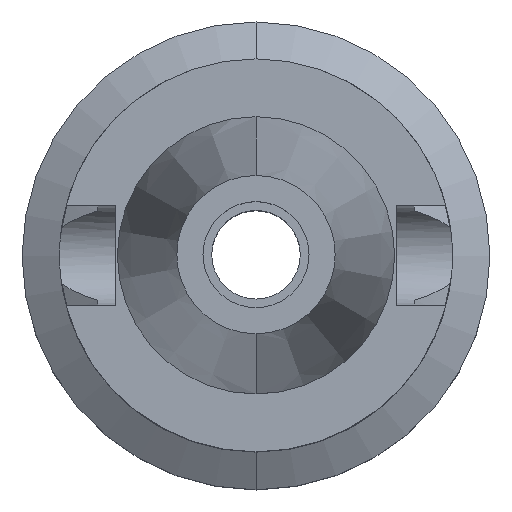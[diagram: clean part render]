
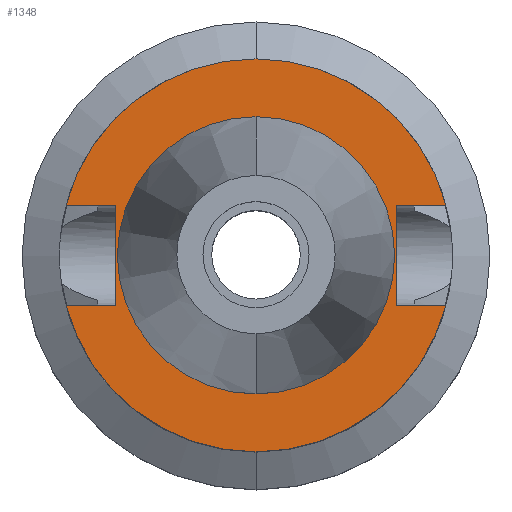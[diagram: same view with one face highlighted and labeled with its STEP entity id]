
A CAD part, top view. The second image highlights one B-rep face of the part: STEP entity #1348.
In plain terms, the highlighted planar face has unit normal (0, 0, 1).
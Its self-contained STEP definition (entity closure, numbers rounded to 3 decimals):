
#94=DIRECTION('',(0.,1.,0.));
#95=VECTOR('',#94,16.1);
#96=CARTESIAN_POINT('',(-22.5,-8.05,-1.));
#97=LINE('',#96,#95);
#101=DIRECTION('',(-1.,0.,0.));
#102=VECTOR('',#101,7.954);
#103=CARTESIAN_POINT('',(-22.5,8.05,-1.));
#104=LINE('',#103,#102);
#108=CARTESIAN_POINT('',(0.,0.,-1.));
#109=DIRECTION('',(0.,0.,-1.));
#110=DIRECTION('',(-0.967,0.256,0.));
#111=AXIS2_PLACEMENT_3D('',#108,#109,#110);
#116=CARTESIAN_POINT('',(0.,0.,-1.));
#117=DIRECTION('',(0.,0.,-1.));
#118=DIRECTION('',(0.,1.,0.));
#119=AXIS2_PLACEMENT_3D('',#116,#117,#118);
#124=DIRECTION('',(0.,-1.,0.));
#125=VECTOR('',#124,16.1);
#126=CARTESIAN_POINT('',(22.5,8.05,-1.));
#127=LINE('',#126,#125);
#131=DIRECTION('',(1.,0.,0.));
#132=VECTOR('',#131,7.954);
#133=CARTESIAN_POINT('',(22.5,-8.05,-1.));
#134=LINE('',#133,#132);
#138=CARTESIAN_POINT('',(0.,0.,-1.));
#139=DIRECTION('',(0.,0.,-1.));
#140=DIRECTION('',(0.967,-0.256,0.));
#141=AXIS2_PLACEMENT_3D('',#138,#139,#140);
#146=CARTESIAN_POINT('',(0.,0.,-1.));
#147=DIRECTION('',(0.,0.,-1.));
#148=DIRECTION('',(0.,-1.,0.));
#149=AXIS2_PLACEMENT_3D('',#146,#147,#148);
#154=CARTESIAN_POINT('',(0.,0.,-1.));
#155=DIRECTION('',(0.,0.,1.));
#156=DIRECTION('',(0.,-1.,0.));
#157=AXIS2_PLACEMENT_3D('',#154,#155,#156);
#162=CARTESIAN_POINT('',(0.,0.,-1.));
#163=DIRECTION('',(0.,0.,1.));
#164=DIRECTION('',(0.,1.,0.));
#165=AXIS2_PLACEMENT_3D('',#162,#163,#164);
#200=DIRECTION('',(-1.,0.,0.));
#201=VECTOR('',#200,7.954);
#202=CARTESIAN_POINT('',(-22.5,-8.05,-1.));
#203=LINE('',#202,#201);
#337=DIRECTION('',(1.,0.,0.));
#338=VECTOR('',#337,7.954);
#339=CARTESIAN_POINT('',(22.5,8.05,-1.));
#340=LINE('',#339,#338);
#1088=CARTESIAN_POINT('',(0.,22.225,-1.));
#1089=VERTEX_POINT('',#1088);
#1090=CARTESIAN_POINT('',(0.,-22.225,-1.));
#1091=VERTEX_POINT('',#1090);
#1092=CARTESIAN_POINT('',(-22.5,-8.05,-1.));
#1093=CARTESIAN_POINT('',(-22.5,8.05,-1.));
#1094=VERTEX_POINT('',#1092);
#1095=VERTEX_POINT('',#1093);
#1096=CARTESIAN_POINT('',(-30.454,8.05,-1.));
#1097=VERTEX_POINT('',#1096);
#1098=CARTESIAN_POINT('',(0.,31.5,-1.));
#1099=CARTESIAN_POINT('',(30.454,8.05,-1.));
#1100=VERTEX_POINT('',#1098);
#1101=VERTEX_POINT('',#1099);
#1102=CARTESIAN_POINT('',(22.5,8.05,-1.));
#1103=VERTEX_POINT('',#1102);
#1104=CARTESIAN_POINT('',(22.5,-8.05,-1.));
#1105=VERTEX_POINT('',#1104);
#1106=CARTESIAN_POINT('',(30.454,-8.05,-1.));
#1107=VERTEX_POINT('',#1106);
#1108=CARTESIAN_POINT('',(0.,-31.5,-1.));
#1109=CARTESIAN_POINT('',(-30.454,-8.05,-1.));
#1110=VERTEX_POINT('',#1108);
#1111=VERTEX_POINT('',#1109);
#1317=CARTESIAN_POINT('',(0.,0.,-1.));
#1318=DIRECTION('',(0.,0.,1.));
#1319=DIRECTION('',(0.,1.,0.));
#1320=AXIS2_PLACEMENT_3D('',#1317,#1318,#1319);
#1321=PLANE('',#1320);
#1323=ORIENTED_EDGE('',*,*,#1322,.T.);
#1325=ORIENTED_EDGE('',*,*,#1324,.T.);
#1327=ORIENTED_EDGE('',*,*,#1326,.T.);
#1329=ORIENTED_EDGE('',*,*,#1328,.T.);
#1331=ORIENTED_EDGE('',*,*,#1330,.F.);
#1333=ORIENTED_EDGE('',*,*,#1332,.T.);
#1335=ORIENTED_EDGE('',*,*,#1334,.T.);
#1337=ORIENTED_EDGE('',*,*,#1336,.T.);
#1339=ORIENTED_EDGE('',*,*,#1338,.T.);
#1341=ORIENTED_EDGE('',*,*,#1340,.F.);
#1342=EDGE_LOOP('',(#1323,#1325,#1327,#1329,#1331,#1333,#1335,#1337,#1339,
#1341));
#1343=FACE_OUTER_BOUND('',#1342,.F.);
#1344=ORIENTED_EDGE('',*,*,#1296,.T.);
#1345=ORIENTED_EDGE('',*,*,#1312,.T.);
#1346=EDGE_LOOP('',(#1344,#1345));
#1347=FACE_BOUND('',#1346,.F.);
#112=CIRCLE('',#111,31.5);
#120=CIRCLE('',#119,31.5);
#142=CIRCLE('',#141,31.5);
#150=CIRCLE('',#149,31.5);
#158=CIRCLE('',#157,22.225);
#166=CIRCLE('',#165,22.225);
#1296=EDGE_CURVE('',#1091,#1089,#158,.T.);
#1312=EDGE_CURVE('',#1089,#1091,#166,.T.);
#1322=EDGE_CURVE('',#1094,#1095,#97,.T.);
#1324=EDGE_CURVE('',#1095,#1097,#104,.T.);
#1326=EDGE_CURVE('',#1097,#1100,#112,.T.);
#1328=EDGE_CURVE('',#1100,#1101,#120,.T.);
#1330=EDGE_CURVE('',#1103,#1101,#340,.T.);
#1332=EDGE_CURVE('',#1103,#1105,#127,.T.);
#1334=EDGE_CURVE('',#1105,#1107,#134,.T.);
#1336=EDGE_CURVE('',#1107,#1110,#142,.T.);
#1338=EDGE_CURVE('',#1110,#1111,#150,.T.);
#1340=EDGE_CURVE('',#1094,#1111,#203,.T.);
#1348=ADVANCED_FACE('',(#1343,#1347),#1321,.T.);
